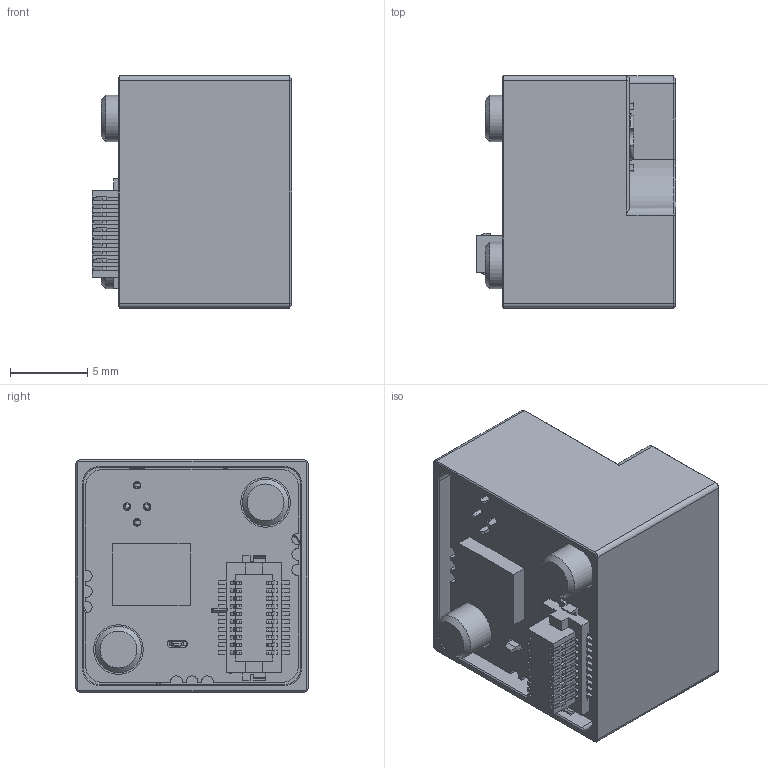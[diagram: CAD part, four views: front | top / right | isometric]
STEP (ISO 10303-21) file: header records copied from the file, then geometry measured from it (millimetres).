
FILE_DESCRIPTION(/* description */ (''),/* implementation_level */ '2;1');
FILE_NAME(/* name */ 'STP-MU-(ADPT-MU9P-USB2-UB-V )-MECH-PCA.stp',/* time_stamp */ '2018-01-25T07:45:28+01:00',/* author */ (''),/* organization */ (''),/* preprocessor_version */ 'ST-DEVELOPER v16',/* originating_system */ 'SIEMENS PLM Software NX 11.0',/* authorisation */ '');
FILE_SCHEMA (('AUTOMOTIVE_DESIGN { 1 0 10303 214 3 1 1 1 }'));
Products named in the file (4): PCB-MU-MICROUSB-V; SNS_M3_8_SD_EL; MECH-MU9-EMI-EXT; ASSEMBLY-ADPT-MU9P-USB2-UB-V
Assembly tree (4 placements, depth 2):
  ASSEMBLY-ADPT-MU9P-USB2-UB-V
    MECH-MU9-EMI-EXT
    SNS_M3_8_SD_EL  x2
    PCB-MU-MICROUSB-V
Bounding box: 12.92 x 15 x 15 mm (x, y, z)
Volume: 1669.2 mm3; surface area: 3450.9 mm2
Topology: 9 solids, 323 shells, 1779 faces, 5833 edges, 4364 vertices
Faces by surface type: plane 1357, cylinder 288, cone 86, torus 20, bspline 18, sphere 10
Full cylindrical faces by diameter (mm): 0.5 x4, 0.55 x2, 3 x2, 3.2 x4, 4.5 x2, 4.65 x2, 5.1 x1
Entity records: 69946 total; most frequent: CARTESIAN_POINT 13375, DIRECTION 9952, ORIENTED_EDGE 9767, EDGE_CURVE 5744, LINE 4548, VECTOR 4548, VERTEX_POINT 4332, AXIS2_PLACEMENT_3D 2702
